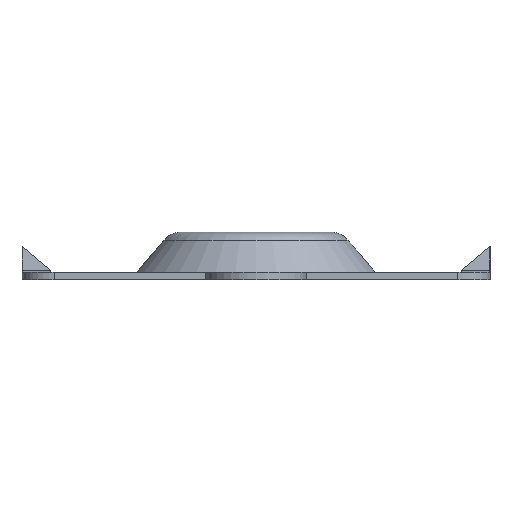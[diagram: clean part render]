
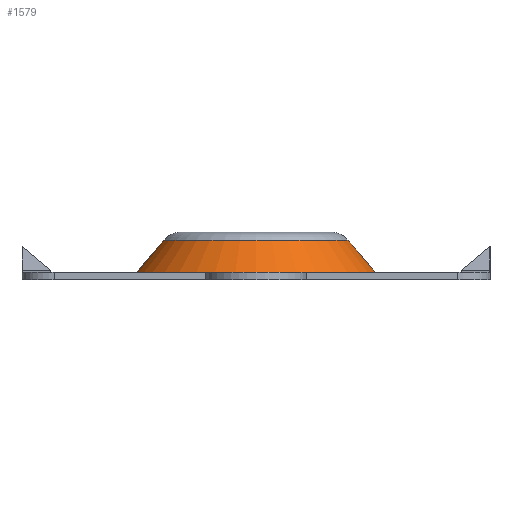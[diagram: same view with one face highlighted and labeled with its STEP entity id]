
A CAD part, front view. The second image highlights one B-rep face of the part: STEP entity #1579.
In plain terms, the highlighted conical face has half-angle 40 degrees and reference radius 3.378 mm.
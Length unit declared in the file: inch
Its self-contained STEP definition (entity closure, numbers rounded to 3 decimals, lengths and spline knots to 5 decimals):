
#131 = CARTESIAN_POINT ( 'NONE',  ( -0.14347, 0.774, 0.0615 ) ) ;
#157 = CARTESIAN_POINT ( 'NONE',  ( 0.14347, 0.774, 0.0615 ) ) ;
#304 = CARTESIAN_POINT ( 'NONE',  ( 0., 0.774, 0.0615 ) ) ;
#394 = ORIENTED_EDGE ( 'NONE', *, *, #427, .T. ) ;
#425 = AXIS2_PLACEMENT_3D ( 'NONE', #304, #1574, #1226 ) ;
#427 = EDGE_CURVE ( 'NONE', #967, #971, #1887, .T. ) ;
#438 = DIRECTION ( 'NONE',  ( 0., 0., -1. ) ) ;
#453 = DIRECTION ( 'NONE',  ( 0., 0., 1. ) ) ;
#579 = CIRCLE ( 'NONE', #1349, 0.185 ) ;
#592 = DIRECTION ( 'NONE',  ( 1., 0., 0. ) ) ;
#600 = CIRCLE ( 'NONE', #425, 0.14347 ) ;
#627 = EDGE_CURVE ( 'NONE', #1011, #1287, #1371, .T. ) ;
#692 = CARTESIAN_POINT ( 'NONE',  ( 0.185, 0.774, 0.012 ) ) ;
#856 = EDGE_LOOP ( 'NONE', ( #1735, #1138, #394, #2047 ) ) ;
#871 = EDGE_CURVE ( 'NONE', #971, #1287, #579, .T. ) ;
#884 = AXIS2_PLACEMENT_3D ( 'NONE', #1406, #438, #1546 ) ;
#922 = CARTESIAN_POINT ( 'NONE',  ( 0., 0.774, 0.012 ) ) ;
#967 = VERTEX_POINT ( 'NONE', #131 ) ;
#971 = VERTEX_POINT ( 'NONE', #1089 ) ;
#977 = DIRECTION ( 'NONE',  ( 0.643, 0., -0.766 ) ) ;
#1011 = VERTEX_POINT ( 'NONE', #157 ) ;
#1089 = CARTESIAN_POINT ( 'NONE',  ( -0.185, 0.774, 0.012 ) ) ;
#1138 = ORIENTED_EDGE ( 'NONE', *, *, #1562, .T. ) ;
#1226 = DIRECTION ( 'NONE',  ( 1., 0., 0. ) ) ;
#1276 = VECTOR ( 'NONE', #977, 39.37008 ) ;
#1287 = VERTEX_POINT ( 'NONE', #692 ) ;
#1349 = AXIS2_PLACEMENT_3D ( 'NONE', #922, #453, #592 ) ;
#1371 = LINE ( 'NONE', #1949, #1276 ) ;
#1406 = CARTESIAN_POINT ( 'NONE',  ( 0., 0.774, 0.074 ) ) ;
#1470 = CONICAL_SURFACE ( 'NONE', #884, 0.13298, 0.698 ) ;
#1536 = DIRECTION ( 'NONE',  ( -0.643, 0., -0.766 ) ) ;
#1546 = DIRECTION ( 'NONE',  ( -1., 0., 0. ) ) ;
#1556 = CARTESIAN_POINT ( 'NONE',  ( -0.13298, 0.774, 0.074 ) ) ;
#1562 = EDGE_CURVE ( 'NONE', #1011, #967, #600, .T. ) ;
#1574 = DIRECTION ( 'NONE',  ( 0., 0., -1. ) ) ;
#1579 = ADVANCED_FACE ( 'NONE', ( #1599 ), #1470, .T. ) ;
#1599 = FACE_OUTER_BOUND ( 'NONE', #856, .T. ) ;
#1735 = ORIENTED_EDGE ( 'NONE', *, *, #627, .F. ) ;
#1887 = LINE ( 'NONE', #1556, #2017 ) ;
#1949 = CARTESIAN_POINT ( 'NONE',  ( 0.13298, 0.774, 0.074 ) ) ;
#2017 = VECTOR ( 'NONE', #1536, 39.37008 ) ;
#2047 = ORIENTED_EDGE ( 'NONE', *, *, #871, .T. ) ;
